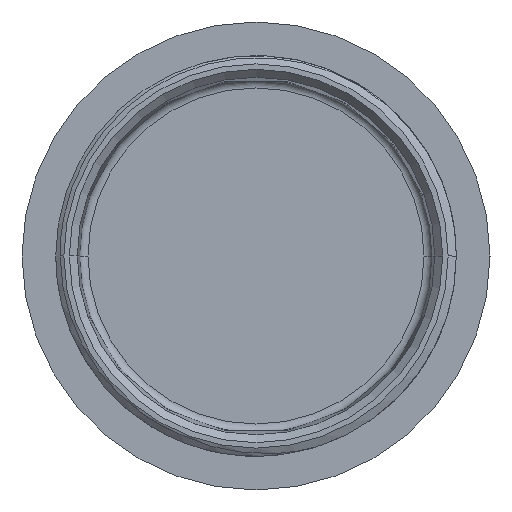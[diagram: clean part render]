
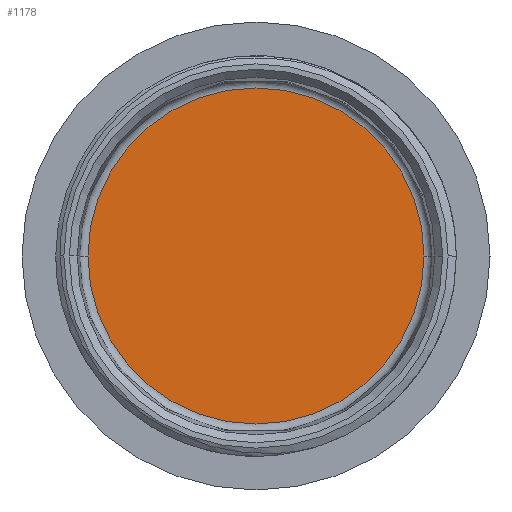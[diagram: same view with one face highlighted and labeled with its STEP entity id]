
A CAD part, front view. The second image highlights one B-rep face of the part: STEP entity #1178.
In plain terms, the highlighted planar face has unit normal (0, -1, 0).
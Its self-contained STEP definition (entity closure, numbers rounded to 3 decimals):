
#565 = CARTESIAN_POINT ( 'NONE',  ( 0., 8.807, 0. ) ) ;
#585 = DIRECTION ( 'NONE',  ( 0., -1., 0. ) ) ;
#598 = DIRECTION ( 'NONE',  ( 1., 0., 0. ) ) ;
#641 = PLANE ( 'NONE',  #1351 ) ;
#642 = DIRECTION ( 'NONE',  ( 0., -1., 0. ) ) ;
#651 = CARTESIAN_POINT ( 'NONE',  ( 0., 8.807, 0. ) ) ;
#652 = FACE_OUTER_BOUND ( 'NONE', #691, .T. ) ;
#656 = DIRECTION ( 'NONE',  ( 1., 0., 0. ) ) ;
#675 = VERTEX_POINT ( 'NONE', #930 ) ;
#691 = EDGE_LOOP ( 'NONE', ( #963, #924 ) ) ;
#775 = VERTEX_POINT ( 'NONE', #1007 ) ;
#924 = ORIENTED_EDGE ( 'NONE', *, *, #1078, .T. ) ;
#930 = CARTESIAN_POINT ( 'NONE',  ( 19.928, 8.807, 0. ) ) ;
#963 = ORIENTED_EDGE ( 'NONE', *, *, #1169, .T. ) ;
#1007 = CARTESIAN_POINT ( 'NONE',  ( -19.928, 8.807, 0. ) ) ;
#1047 = DIRECTION ( 'NONE',  ( 1., 0., 0. ) ) ;
#1054 = DIRECTION ( 'NONE',  ( 0., -1., 0. ) ) ;
#1060 = CARTESIAN_POINT ( 'NONE',  ( 0., 8.807, 0. ) ) ;
#1078 = EDGE_CURVE ( 'NONE', #775, #675, #1265, .T. ) ;
#1169 = EDGE_CURVE ( 'NONE', #675, #775, #1378, .T. ) ;
#1178 = ADVANCED_FACE ( 'NONE', ( #652 ), #641, .T. ) ;
#1265 = CIRCLE ( 'NONE', #1268, 19.928 ) ;
#1268 = AXIS2_PLACEMENT_3D ( 'NONE', #1060, #1054, #1047 ) ;
#1347 = AXIS2_PLACEMENT_3D ( 'NONE', #565, #585, #598 ) ;
#1351 = AXIS2_PLACEMENT_3D ( 'NONE', #651, #642, #656 ) ;
#1378 = CIRCLE ( 'NONE', #1347, 19.928 ) ;
